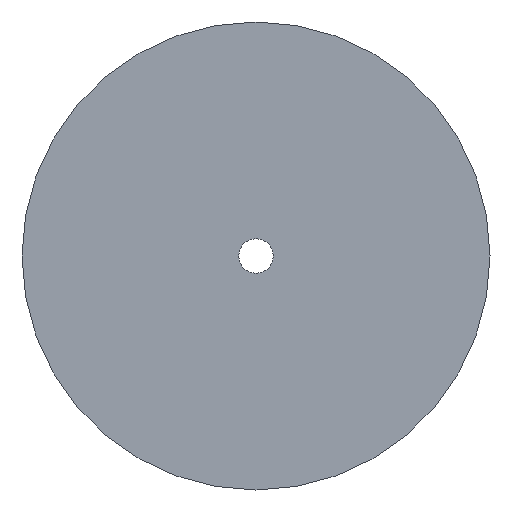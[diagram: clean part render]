
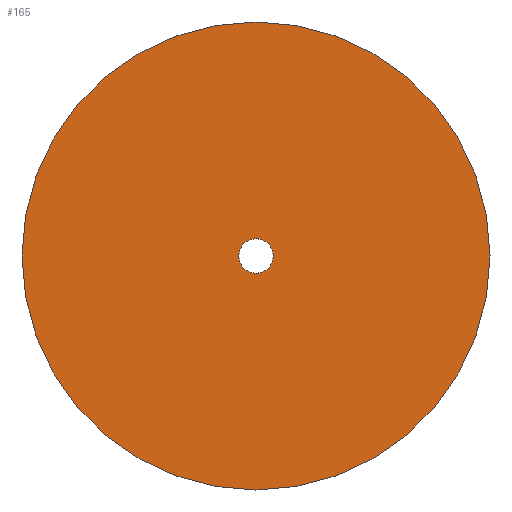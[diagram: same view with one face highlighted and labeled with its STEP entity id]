
A CAD part, left-side view. The second image highlights one B-rep face of the part: STEP entity #165.
In plain terms, the highlighted planar face has unit normal (-1, 0, 0).
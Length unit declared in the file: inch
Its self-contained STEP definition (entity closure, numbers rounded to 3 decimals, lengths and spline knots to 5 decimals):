
#5 = CARTESIAN_POINT ( 'NONE',  ( 0., 0., 0. ) ) ;
#14 = EDGE_LOOP ( 'NONE', ( #24, #140 ) ) ;
#18 = AXIS2_PLACEMENT_3D ( 'NONE', #78, #110, #157 ) ;
#24 = ORIENTED_EDGE ( 'NONE', *, *, #59, .T. ) ;
#29 = CIRCLE ( 'NONE', #123, 1.5 ) ;
#30 = VERTEX_POINT ( 'NONE', #71 ) ;
#31 = VERTEX_POINT ( 'NONE', #200 ) ;
#35 = CARTESIAN_POINT ( 'NONE',  ( 0., 0., 0. ) ) ;
#44 = AXIS2_PLACEMENT_3D ( 'NONE', #35, #122, #183 ) ;
#48 = EDGE_LOOP ( 'NONE', ( #109, #117 ) ) ;
#49 = VERTEX_POINT ( 'NONE', #142 ) ;
#59 = EDGE_CURVE ( 'NONE', #49, #31, #180, .T. ) ;
#60 = FACE_OUTER_BOUND ( 'NONE', #48, .T. ) ;
#69 = AXIS2_PLACEMENT_3D ( 'NONE', #185, #106, #199 ) ;
#70 = VERTEX_POINT ( 'NONE', #124 ) ;
#71 = CARTESIAN_POINT ( 'NONE',  ( 0., 0., 1.5 ) ) ;
#76 = CIRCLE ( 'NONE', #184, 0.11 ) ;
#78 = CARTESIAN_POINT ( 'NONE',  ( 0., 0., 0. ) ) ;
#82 = EDGE_CURVE ( 'NONE', #30, #70, #137, .T. ) ;
#106 = DIRECTION ( 'NONE',  ( 1., 0., 0. ) ) ;
#109 = ORIENTED_EDGE ( 'NONE', *, *, #82, .F. ) ;
#110 = DIRECTION ( 'NONE',  ( 1., 0., 0. ) ) ;
#115 = DIRECTION ( 'NONE',  ( 0., 0., -1. ) ) ;
#117 = ORIENTED_EDGE ( 'NONE', *, *, #160, .F. ) ;
#122 = DIRECTION ( 'NONE',  ( 1., 0., 0. ) ) ;
#123 = AXIS2_PLACEMENT_3D ( 'NONE', #158, #208, #174 ) ;
#124 = CARTESIAN_POINT ( 'NONE',  ( 0., 0., -1.5 ) ) ;
#132 = PLANE ( 'NONE',  #18 ) ;
#137 = CIRCLE ( 'NONE', #69, 1.5 ) ;
#140 = ORIENTED_EDGE ( 'NONE', *, *, #196, .T. ) ;
#142 = CARTESIAN_POINT ( 'NONE',  ( 0., 0., -0.11 ) ) ;
#157 = DIRECTION ( 'NONE',  ( 0., 0., -1. ) ) ;
#158 = CARTESIAN_POINT ( 'NONE',  ( 0., 0., 0. ) ) ;
#160 = EDGE_CURVE ( 'NONE', #70, #30, #29, .T. ) ;
#165 = ADVANCED_FACE ( 'NONE', ( #189, #60 ), #132, .F. ) ;
#174 = DIRECTION ( 'NONE',  ( 0., 0., -1. ) ) ;
#180 = CIRCLE ( 'NONE', #44, 0.11 ) ;
#183 = DIRECTION ( 'NONE',  ( 0., 0., -1. ) ) ;
#184 = AXIS2_PLACEMENT_3D ( 'NONE', #5, #191, #115 ) ;
#185 = CARTESIAN_POINT ( 'NONE',  ( 0., 0., 0. ) ) ;
#189 = FACE_BOUND ( 'NONE', #14, .T. ) ;
#191 = DIRECTION ( 'NONE',  ( 1., 0., 0. ) ) ;
#196 = EDGE_CURVE ( 'NONE', #31, #49, #76, .T. ) ;
#199 = DIRECTION ( 'NONE',  ( 0., 0., -1. ) ) ;
#200 = CARTESIAN_POINT ( 'NONE',  ( 0., 0., 0.11 ) ) ;
#208 = DIRECTION ( 'NONE',  ( 1., 0., 0. ) ) ;
